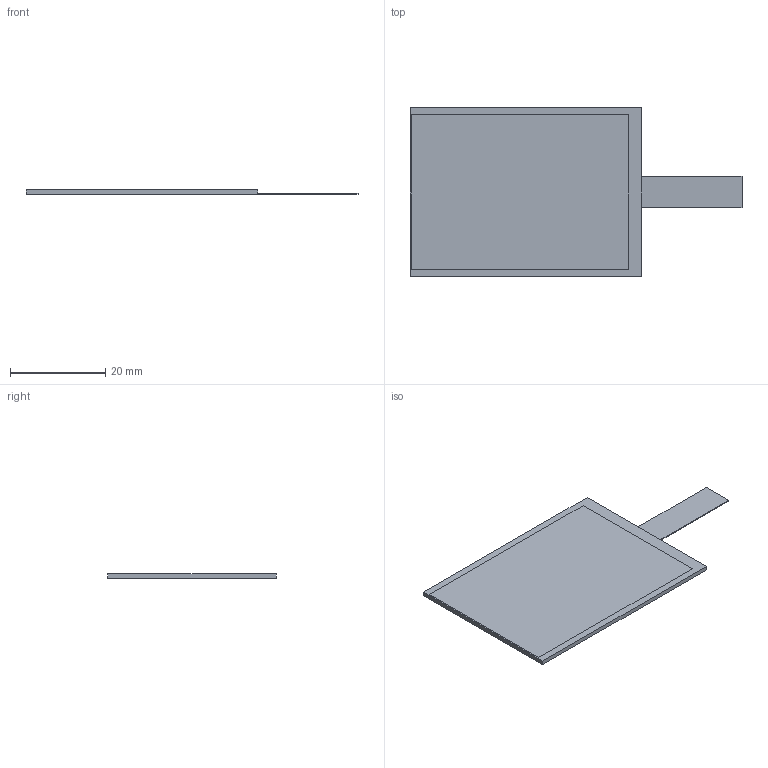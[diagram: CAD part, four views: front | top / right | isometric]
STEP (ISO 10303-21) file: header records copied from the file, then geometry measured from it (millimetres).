
FILE_DESCRIPTION (( 'STEP AP214' ), '1' );
FILE_NAME ('ls021b7dd02_lcd.STEP', '2024-09-17T01:04:21', ( '' ), ( '' ), 'SwSTEP 2.0', 'SolidWorks 2022', '' );
FILE_SCHEMA (( 'AUTOMOTIVE_DESIGN' ));
Length unit declared in the file: millimetre
Products named in the file (1): ls021b7dd02_lcd
Bounding box: 69.62 x 35.4 x 0.91 mm (x, y, z)
Volume: 1593.3 mm3; surface area: 4166.2 mm2
Topology: 3 solids, 3 shells, 22 faces, 48 edges, 32 vertices
Faces by surface type: plane 22
Entity records: 648 total; most frequent: CARTESIAN_POINT 103, ORIENTED_EDGE 96, DIRECTION 94, LINE 48, VECTOR 48, EDGE_CURVE 48, VERTEX_POINT 32, EDGE_LOOP 24
